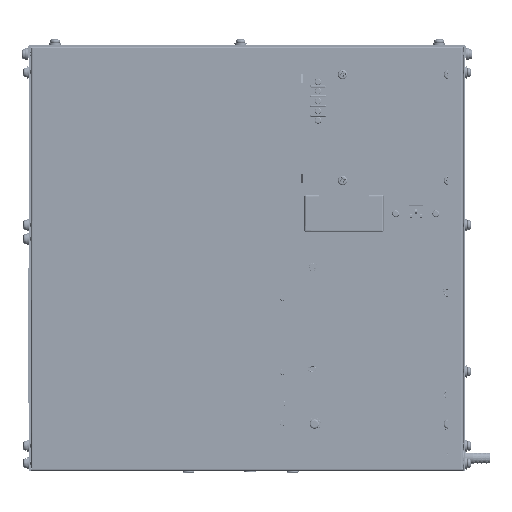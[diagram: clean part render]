
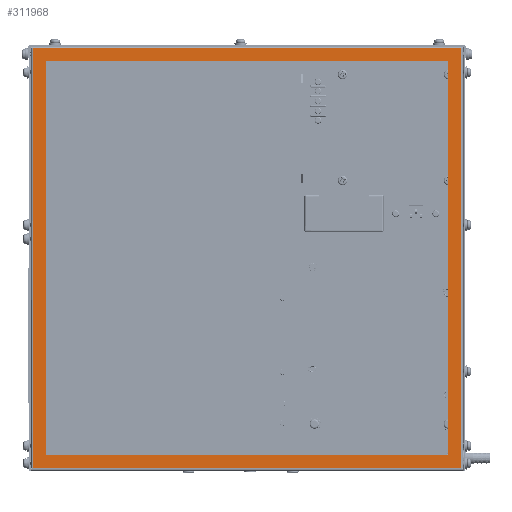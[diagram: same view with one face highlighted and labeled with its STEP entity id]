
A CAD part, top view. The second image highlights one B-rep face of the part: STEP entity #311968.
In plain terms, the highlighted planar face has unit normal (0, 0, 1).
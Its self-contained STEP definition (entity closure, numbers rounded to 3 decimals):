
#37 = CARTESIAN_POINT ( 'NONE',  ( 23.684, 16.653, 30.61 ) ) ;
#370 = VECTOR ( 'NONE', #44383, 39.37 ) ;
#13790 = DIRECTION ( 'NONE',  ( -1., 0., 0. ) ) ;
#15484 = LINE ( 'NONE', #147664, #101856 ) ;
#18368 = EDGE_CURVE ( 'NONE', #107189, #303253, #174463, .T. ) ;
#19177 = CARTESIAN_POINT ( 'NONE',  ( 23.684, 0.252, 30.61 ) ) ;
#20031 = CARTESIAN_POINT ( 'NONE',  ( 6.954, 0.252, 30.61 ) ) ;
#30599 = CARTESIAN_POINT ( 'NONE',  ( 7.454, 0.252, 30.61 ) ) ;
#30774 = PLANE ( 'NONE',  #189501 ) ;
#32277 = DIRECTION ( 'NONE',  ( 0., 1., 0. ) ) ;
#36685 = EDGE_LOOP ( 'NONE', ( #149270, #139250, #167480, #325334 ) ) ;
#36798 = CARTESIAN_POINT ( 'NONE',  ( 23.184, 16.653, 30.61 ) ) ;
#42255 = DIRECTION ( 'NONE',  ( 1., 0., 0. ) ) ;
#44383 = DIRECTION ( 'NONE',  ( -1., 0., 0. ) ) ;
#56202 = VERTEX_POINT ( 'NONE', #104315 ) ;
#56882 = FACE_BOUND ( 'NONE', #36685, .T. ) ;
#61194 = DIRECTION ( 'NONE',  ( 0., -1., 0. ) ) ;
#61805 = LINE ( 'NONE', #30599, #293508 ) ;
#68508 = CARTESIAN_POINT ( 'NONE',  ( 23.684, 16.653, 30.61 ) ) ;
#69210 = EDGE_CURVE ( 'NONE', #303253, #89320, #299324, .T. ) ;
#71539 = EDGE_CURVE ( 'NONE', #275721, #253556, #104030, .T. ) ;
#76188 = DIRECTION ( 'NONE',  ( 1., 0., 0. ) ) ;
#77341 = DIRECTION ( 'NONE',  ( 0., 1., 0. ) ) ;
#77811 = VECTOR ( 'NONE', #61194, 39.37 ) ;
#88493 = EDGE_CURVE ( 'NONE', #253556, #293139, #285762, .T. ) ;
#89320 = VERTEX_POINT ( 'NONE', #312977 ) ;
#94119 = VECTOR ( 'NONE', #76188, 39.37 ) ;
#100779 = EDGE_CURVE ( 'NONE', #293139, #56202, #228766, .T. ) ;
#101856 = VECTOR ( 'NONE', #13790, 39.37 ) ;
#104028 = VECTOR ( 'NONE', #226782, 39.37 ) ;
#104030 = LINE ( 'NONE', #284842, #94119 ) ;
#104315 = CARTESIAN_POINT ( 'NONE',  ( 6.954, 0.252, 30.61 ) ) ;
#107189 = VERTEX_POINT ( 'NONE', #152887 ) ;
#108424 = EDGE_CURVE ( 'NONE', #89320, #214955, #15484, .T. ) ;
#115390 = VECTOR ( 'NONE', #77341, 39.37 ) ;
#117624 = DIRECTION ( 'NONE',  ( 0., 0., -1. ) ) ;
#124016 = CARTESIAN_POINT ( 'NONE',  ( 6.954, 16.153, 30.61 ) ) ;
#139250 = ORIENTED_EDGE ( 'NONE', *, *, #69210, .T. ) ;
#147664 = CARTESIAN_POINT ( 'NONE',  ( 23.684, 0.752, 30.61 ) ) ;
#149270 = ORIENTED_EDGE ( 'NONE', *, *, #18368, .T. ) ;
#152887 = CARTESIAN_POINT ( 'NONE',  ( 7.454, 16.153, 30.61 ) ) ;
#158581 = ORIENTED_EDGE ( 'NONE', *, *, #71539, .F. ) ;
#167480 = ORIENTED_EDGE ( 'NONE', *, *, #108424, .T. ) ;
#171586 = CARTESIAN_POINT ( 'NONE',  ( 7.454, 0.752, 30.61 ) ) ;
#174463 = LINE ( 'NONE', #124016, #315343 ) ;
#179993 = EDGE_CURVE ( 'NONE', #56202, #275721, #258269, .T. ) ;
#182155 = EDGE_CURVE ( 'NONE', #214955, #107189, #61805, .T. ) ;
#189501 = AXIS2_PLACEMENT_3D ( 'NONE', #227105, #117624, #253196 ) ;
#214955 = VERTEX_POINT ( 'NONE', #171586 ) ;
#226782 = DIRECTION ( 'NONE',  ( 0., -1., 0. ) ) ;
#227105 = CARTESIAN_POINT ( 'NONE',  ( 6.954, 0.252, 30.61 ) ) ;
#228766 = LINE ( 'NONE', #308661, #370 ) ;
#253196 = DIRECTION ( 'NONE',  ( -1., 0., 0. ) ) ;
#253556 = VERTEX_POINT ( 'NONE', #37 ) ;
#258269 = LINE ( 'NONE', #20031, #115390 ) ;
#268990 = FACE_OUTER_BOUND ( 'NONE', #292806, .T. ) ;
#275721 = VERTEX_POINT ( 'NONE', #333101 ) ;
#284842 = CARTESIAN_POINT ( 'NONE',  ( 6.954, 16.653, 30.61 ) ) ;
#285762 = LINE ( 'NONE', #68508, #104028 ) ;
#292806 = EDGE_LOOP ( 'NONE', ( #301781, #158581, #317551, #301671 ) ) ;
#293139 = VERTEX_POINT ( 'NONE', #19177 ) ;
#293508 = VECTOR ( 'NONE', #32277, 39.37 ) ;
#299324 = LINE ( 'NONE', #36798, #77811 ) ;
#301671 = ORIENTED_EDGE ( 'NONE', *, *, #100779, .F. ) ;
#301781 = ORIENTED_EDGE ( 'NONE', *, *, #88493, .F. ) ;
#303253 = VERTEX_POINT ( 'NONE', #303403 ) ;
#303403 = CARTESIAN_POINT ( 'NONE',  ( 23.184, 16.153, 30.61 ) ) ;
#308661 = CARTESIAN_POINT ( 'NONE',  ( 23.684, 0.252, 30.61 ) ) ;
#311968 = ADVANCED_FACE ( 'NONE', ( #56882, #268990 ), #30774, .F. ) ;
#312977 = CARTESIAN_POINT ( 'NONE',  ( 23.184, 0.752, 30.61 ) ) ;
#315343 = VECTOR ( 'NONE', #42255, 39.37 ) ;
#317551 = ORIENTED_EDGE ( 'NONE', *, *, #179993, .F. ) ;
#325334 = ORIENTED_EDGE ( 'NONE', *, *, #182155, .T. ) ;
#333101 = CARTESIAN_POINT ( 'NONE',  ( 6.954, 16.653, 30.61 ) ) ;
